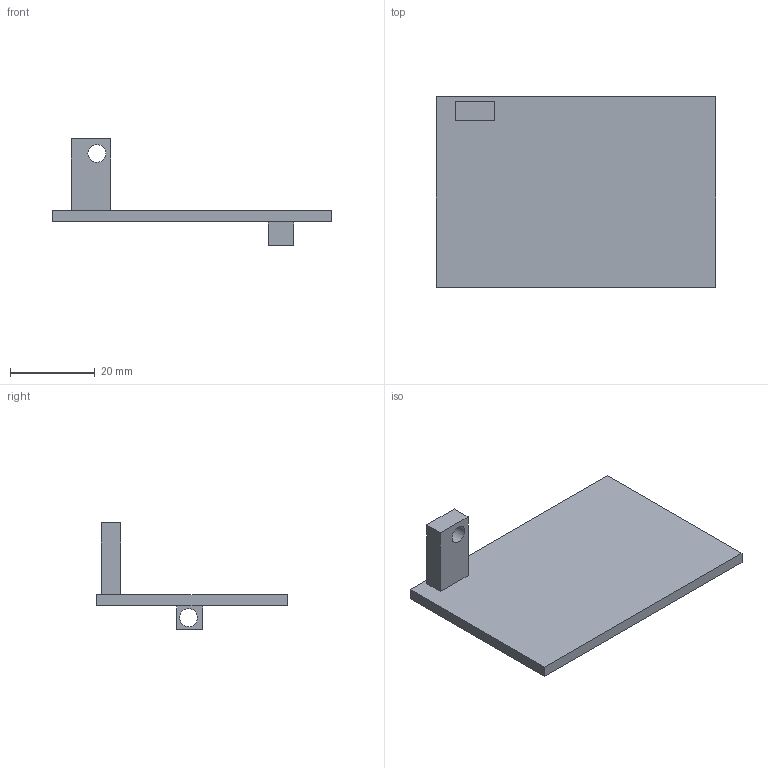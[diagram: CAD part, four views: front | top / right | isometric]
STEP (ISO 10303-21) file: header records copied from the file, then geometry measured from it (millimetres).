
FILE_DESCRIPTION(/* description */ (''),/* implementation_level */ '2;1');
FILE_NAME(/* name */ 'TABLE_MOTOR_CONNECTOR.step',/* time_stamp */ '2025-07-30T22:01:29-07:00',/* author */ (''),/* organization */ (''),/* preprocessor_version */ 'ST-DEVELOPER v20.1',/* originating_system */ 'Autodesk Translation Framework v14.10.0.0',/* authorisation */ '');
FILE_SCHEMA (('AUTOMOTIVE_DESIGN { 1 0 10303 214 3 1 1 }'));
Length unit declared in the file: millimetre
Products named in the file (1): FusionComponent
Bounding box: 66.02 x 45 x 25.18 mm (x, y, z)
Volume: 8721.2 mm3; surface area: 7313.9 mm2
Topology: 2 solids, 2 shells, 21 faces, 45 edges, 30 vertices
Faces by surface type: plane 18, cylinder 3
Full cylindrical faces by diameter (mm): 4.234 x3
Entity records: 612 total; most frequent: CARTESIAN_POINT 97, DIRECTION 95, ORIENTED_EDGE 90, EDGE_CURVE 45, LINE 39, VECTOR 39, VERTEX_POINT 30, AXIS2_PLACEMENT_3D 28
